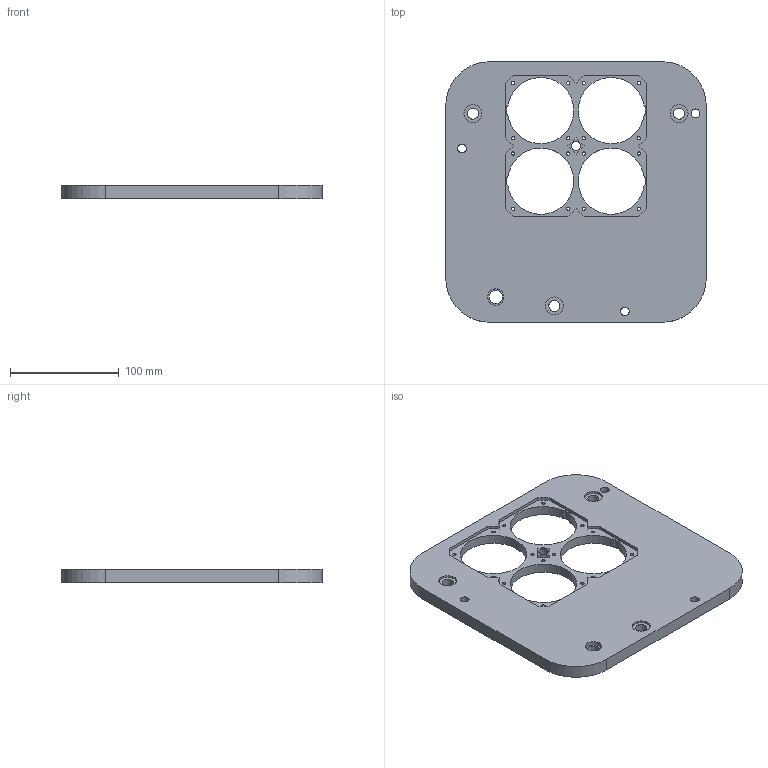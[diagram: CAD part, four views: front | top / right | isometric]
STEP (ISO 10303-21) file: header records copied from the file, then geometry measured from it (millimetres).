
FILE_DESCRIPTION(/* description */ (''),/* implementation_level */ '2;1');
FILE_NAME(/* name */ 'Baffle.step',/* time_stamp */ '2022-03-21T18:42:45+01:00',/* author */ (''),/* organization */ (''),/* preprocessor_version */ 'ST-DEVELOPER v18.1',/* originating_system */ 'Autodesk Translation Framework v10.13.0.1454',/* authorisation */ '');
FILE_SCHEMA (('AUTOMOTIVE_DESIGN { 1 0 10303 214 3 1 1 }'));
Length unit declared in the file: millimetre
Products named in the file (2): 3T2LAJ; 3T2LAJ_1
Assembly tree (1 placements, depth 2):
  3T2LAJ
    3T2LAJ_1
Bounding box: 240 x 240 x 12 mm (x, y, z)
Volume: 510871.9 mm3; surface area: 111345.1 mm2
Topology: 1 solids, 1 shells, 84 faces, 228 edges, 152 vertices
Faces by surface type: cylinder 60, plane 24
Full cylindrical faces by diameter (mm): 3 x16, 8 x3, 8.5 x1, 10.2 x3, 12.2 x1, 15 x1, 16.5 x3
Entity records: 2884 total; most frequent: DIRECTION 522, CARTESIAN_POINT 467, ORIENTED_EDGE 456, EDGE_CURVE 228, AXIS2_PLACEMENT_3D 207, VERTEX_POINT 152, EDGE_LOOP 146, CIRCLE 120
